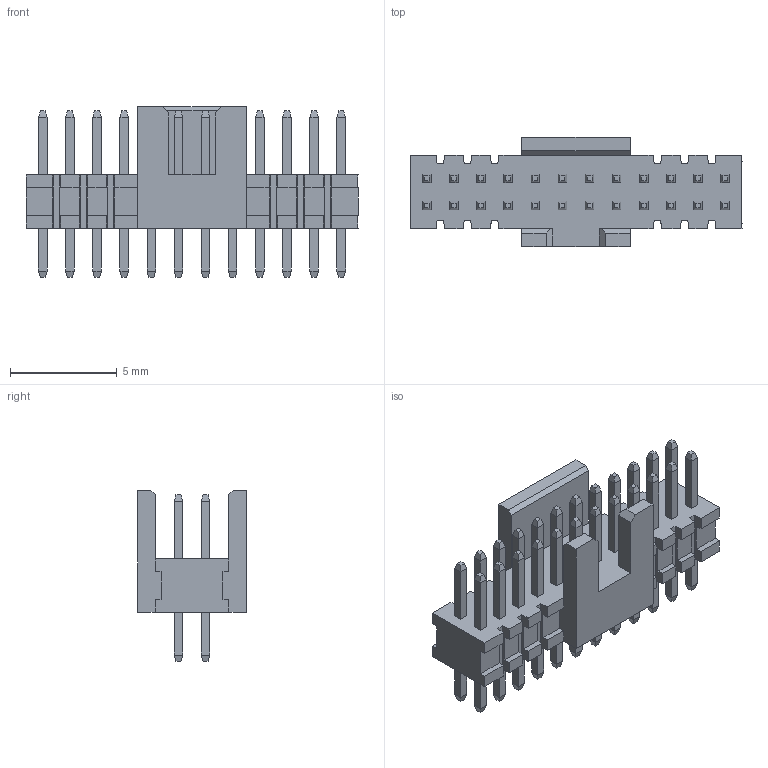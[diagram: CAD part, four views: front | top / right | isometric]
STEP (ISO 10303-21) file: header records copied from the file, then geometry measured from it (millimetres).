
FILE_DESCRIPTION( ('This file contains a STEP AP42 implementation' ,'as created by ZW3D STEP Interface translator.') ,'2;1' );
FILE_NAME( '3132-XXSXXBK00X1.stp' ,'231117.164818', (''), ('ZWCAD Software Co.'), 'Version 1.0', 'ZW3D to STEP translator', '' );
FILE_SCHEMA(('AUTOMOTIVE_DESIGN { 1 0 10303 214 1 1 1 1 }'));
Length unit declared in the file: millimetre
Products named in the file (1): 0
Bounding box: 15.54 x 5.1 x 8 mm (x, y, z)
Volume: 184.9 mm3; surface area: 515.7 mm2
Topology: 1 solids, 1 shells, 667 faces, 1559 edges, 942 vertices
Faces by surface type: plane 667
Entity records: 19212 total; most frequent: CARTESIAN_POINT 4033, ORIENTED_EDGE 3118, DIRECTION 2607, EDGE_CURVE 1559, VECTOR 1271, LINE 1271, VERTEX_POINT 942, EDGE_LOOP 715
